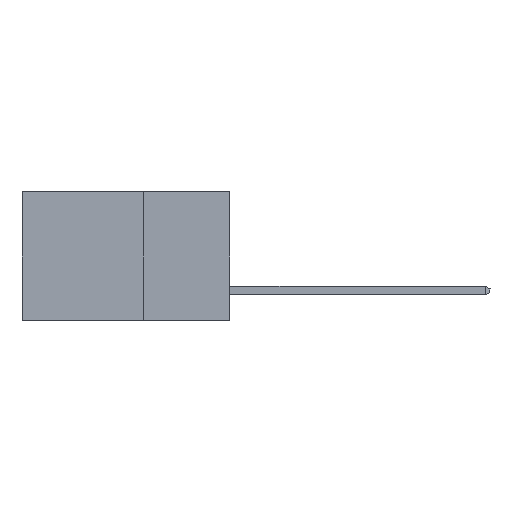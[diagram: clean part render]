
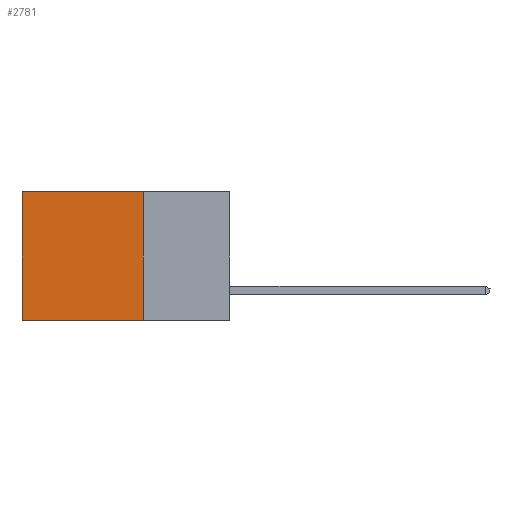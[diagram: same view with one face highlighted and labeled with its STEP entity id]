
A CAD part, left-side view. The second image highlights one B-rep face of the part: STEP entity #2781.
In plain terms, the highlighted planar face has unit normal (-1, 0, 0).
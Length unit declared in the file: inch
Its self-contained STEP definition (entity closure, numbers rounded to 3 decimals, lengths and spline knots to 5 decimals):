
#256 = CARTESIAN_POINT ( 'NONE',  ( 0.2615, 0.6, -0.37 ) ) ;
#512 = CARTESIAN_POINT ( 'NONE',  ( 0.2615, 0.6, -0.37 ) ) ;
#551 = EDGE_LOOP ( 'NONE', ( #12302, #8706, #5210, #11232 ) ) ;
#1041 = CARTESIAN_POINT ( 'NONE',  ( 0.2615, 0.25, -0.37 ) ) ;
#2115 = VECTOR ( 'NONE', #5991, 39.37008 ) ;
#2781 = ADVANCED_FACE ( 'NONE', ( #18421 ), #8230, .F. ) ;
#3035 = VERTEX_POINT ( 'NONE', #14779 ) ;
#3535 = EDGE_CURVE ( 'NONE', #9393, #3035, #11962, .T. ) ;
#3733 = DIRECTION ( 'NONE',  ( 0., 0., -1. ) ) ;
#5210 = ORIENTED_EDGE ( 'NONE', *, *, #10038, .F. ) ;
#5359 = DIRECTION ( 'NONE',  ( 1., 0., 0. ) ) ;
#5991 = DIRECTION ( 'NONE',  ( 0., 0., -1. ) ) ;
#6290 = LINE ( 'NONE', #10974, #16872 ) ;
#8230 = PLANE ( 'NONE',  #16405 ) ;
#8706 = ORIENTED_EDGE ( 'NONE', *, *, #17520, .F. ) ;
#9393 = VERTEX_POINT ( 'NONE', #17296 ) ;
#9422 = LINE ( 'NONE', #9700, #10323 ) ;
#9700 = CARTESIAN_POINT ( 'NONE',  ( 0.2615, 0.25, -0.37 ) ) ;
#10038 = EDGE_CURVE ( 'NONE', #9393, #15198, #6290, .T. ) ;
#10323 = VECTOR ( 'NONE', #15501, 39.37008 ) ;
#10652 = VECTOR ( 'NONE', #15004, 39.37008 ) ;
#10974 = CARTESIAN_POINT ( 'NONE',  ( 0.2615, 0.25, -0.37 ) ) ;
#11177 = DIRECTION ( 'NONE',  ( 0., 0., -1. ) ) ;
#11232 = ORIENTED_EDGE ( 'NONE', *, *, #3535, .T. ) ;
#11962 = LINE ( 'NONE', #12157, #10652 ) ;
#12157 = CARTESIAN_POINT ( 'NONE',  ( 0.2615, 0.25, 0. ) ) ;
#12302 = ORIENTED_EDGE ( 'NONE', *, *, #15677, .T. ) ;
#14767 = LINE ( 'NONE', #256, #2115 ) ;
#14779 = CARTESIAN_POINT ( 'NONE',  ( 0.2615, 0.6, 0. ) ) ;
#15004 = DIRECTION ( 'NONE',  ( 0., 1., 0. ) ) ;
#15126 = CARTESIAN_POINT ( 'NONE',  ( 0.2615, 0.25, -0.37 ) ) ;
#15198 = VERTEX_POINT ( 'NONE', #15126 ) ;
#15501 = DIRECTION ( 'NONE',  ( 0., 1., 0. ) ) ;
#15677 = EDGE_CURVE ( 'NONE', #3035, #16118, #14767, .T. ) ;
#16118 = VERTEX_POINT ( 'NONE', #512 ) ;
#16405 = AXIS2_PLACEMENT_3D ( 'NONE', #1041, #5359, #11177 ) ;
#16872 = VECTOR ( 'NONE', #3733, 39.37008 ) ;
#17296 = CARTESIAN_POINT ( 'NONE',  ( 0.2615, 0.25, 0. ) ) ;
#17520 = EDGE_CURVE ( 'NONE', #15198, #16118, #9422, .T. ) ;
#18421 = FACE_OUTER_BOUND ( 'NONE', #551, .T. ) ;
